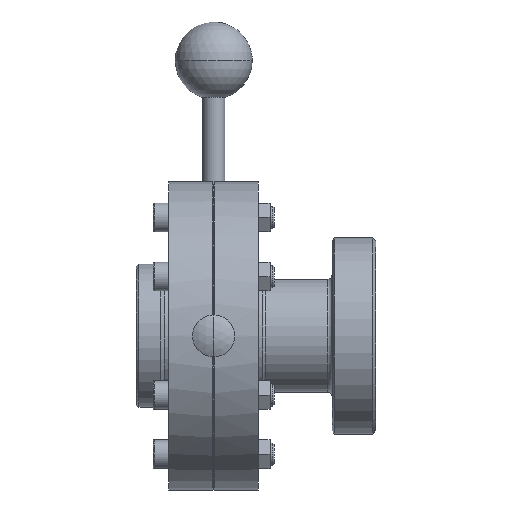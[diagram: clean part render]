
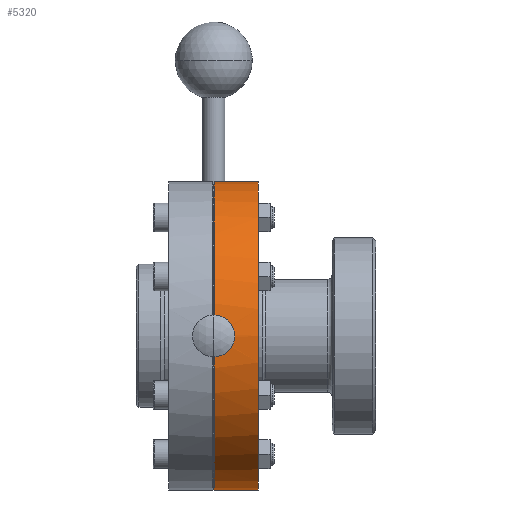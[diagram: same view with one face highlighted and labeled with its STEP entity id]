
A CAD part, front view. The second image highlights one B-rep face of the part: STEP entity #5320.
In plain terms, the highlighted cylindrical face has radius 56 mm (diameter 112 mm), a partial arc.
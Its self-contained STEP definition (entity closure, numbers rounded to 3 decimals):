
#6 = CARTESIAN_POINT ( 'NONE',  ( 1.301, -55.967, -1.917 ) ) ;
#44 = CARTESIAN_POINT ( 'NONE',  ( 2.236, -55.997, 0.558 ) ) ;
#176 = CARTESIAN_POINT ( 'NONE',  ( 0.8, -55.958, 2.175 ) ) ;
#267 = ORIENTED_EDGE ( 'NONE', *, *, #717, .F. ) ;
#312 = LINE ( 'NONE', #2271, #2226 ) ;
#325 = CIRCLE ( 'NONE', #5120, 56. ) ;
#481 = AXIS2_PLACEMENT_3D ( 'NONE', #1087, #2963, #1568 ) ;
#686 = CARTESIAN_POINT ( 'NONE',  ( 0.805, -55.958, -2.172 ) ) ;
#717 = EDGE_CURVE ( 'NONE', #3386, #3790, #747, .T. ) ;
#728 = CARTESIAN_POINT ( 'NONE',  ( 0.531, -55.955, -2.256 ) ) ;
#747 = CIRCLE ( 'NONE', #481, 56. ) ;
#772 = CARTESIAN_POINT ( 'NONE',  ( 1.528, -55.973, -1.742 ) ) ;
#824 = ORIENTED_EDGE ( 'NONE', *, *, #1792, .T. ) ;
#868 = CARTESIAN_POINT ( 'NONE',  ( 16.25, 0., 56. ) ) ;
#890 = VERTEX_POINT ( 'NONE', #5880 ) ;
#1087 = CARTESIAN_POINT ( 'NONE',  ( 0.25, 0., 0. ) ) ;
#1236 = EDGE_CURVE ( 'NONE', #4477, #3386, #312, .T. ) ;
#1278 = CARTESIAN_POINT ( 'NONE',  ( 2.237, -55.997, -0.554 ) ) ;
#1317 = CARTESIAN_POINT ( 'NONE',  ( 2.3, -56., 0.14 ) ) ;
#1365 = EDGE_CURVE ( 'NONE', #890, #2275, #325, .T. ) ;
#1443 = EDGE_CURVE ( 'NONE', #890, #3790, #5671, .T. ) ;
#1568 = DIRECTION ( 'NONE',  ( 0., 0., 1. ) ) ;
#1788 = DIRECTION ( 'NONE',  ( -1., 0., 0. ) ) ;
#1792 = EDGE_CURVE ( 'NONE', #2244, #2275, #5182, .T. ) ;
#1811 = DIRECTION ( 'NONE',  ( -1., 0., 0. ) ) ;
#2082 = DIRECTION ( 'NONE',  ( -1., 0., 0. ) ) ;
#2092 = CARTESIAN_POINT ( 'NONE',  ( 2.049, -55.99, -1.081 ) ) ;
#2133 = CARTESIAN_POINT ( 'NONE',  ( 1.619, -55.976, 1.64 ) ) ;
#2220 = ORIENTED_EDGE ( 'NONE', *, *, #2926, .T. ) ;
#2226 = VECTOR ( 'NONE', #4902, 1000. ) ;
#2244 = VERTEX_POINT ( 'NONE', #868 ) ;
#2271 = CARTESIAN_POINT ( 'NONE',  ( -13.589, 0., -56. ) ) ;
#2275 = VERTEX_POINT ( 'NONE', #4948 ) ;
#2589 = DIRECTION ( 'NONE',  ( -1., 0., 0. ) ) ;
#2604 = CARTESIAN_POINT ( 'NONE',  ( 1.176, -55.965, 1.982 ) ) ;
#2641 = CARTESIAN_POINT ( 'NONE',  ( 0.531, -55.955, 2.256 ) ) ;
#2926 = EDGE_CURVE ( 'NONE', #4477, #2244, #3409, .T. ) ;
#2963 = DIRECTION ( 'NONE',  ( -1., 0., 0. ) ) ;
#3256 = CARTESIAN_POINT ( 'NONE',  ( 1.889, -55.985, 1.319 ) ) ;
#3386 = VERTEX_POINT ( 'NONE', #5216 ) ;
#3409 = CIRCLE ( 'NONE', #5474, 56. ) ;
#3774 = ORIENTED_EDGE ( 'NONE', *, *, #1236, .F. ) ;
#3790 = VERTEX_POINT ( 'NONE', #6692 ) ;
#3799 = DIRECTION ( 'NONE',  ( 0., 0., 1. ) ) ;
#3904 = CARTESIAN_POINT ( 'NONE',  ( 2.198, -55.996, -0.69 ) ) ;
#3979 = CARTESIAN_POINT ( 'NONE',  ( 16.25, 0., 0. ) ) ;
#3991 = CARTESIAN_POINT ( 'NONE',  ( 2.198, -55.996, 0.692 ) ) ;
#4036 = CARTESIAN_POINT ( 'NONE',  ( 1.9, -55.985, -1.326 ) ) ;
#4054 = CARTESIAN_POINT ( 'NONE',  ( 16.25, 0., -56. ) ) ;
#4297 = VECTOR ( 'NONE', #2589, 1000. ) ;
#4316 = EDGE_LOOP ( 'NONE', ( #3774, #2220, #824, #7649, #4943, #267 ) ) ;
#4477 = VERTEX_POINT ( 'NONE', #4054 ) ;
#4763 = CARTESIAN_POINT ( 'NONE',  ( 1.806, -55.982, 1.431 ) ) ;
#4902 = DIRECTION ( 'NONE',  ( -1., 0., 0. ) ) ;
#4943 = ORIENTED_EDGE ( 'NONE', *, *, #1443, .T. ) ;
#4948 = CARTESIAN_POINT ( 'NONE',  ( 0.25, 0., 56. ) ) ;
#5120 = AXIS2_PLACEMENT_3D ( 'NONE', #5195, #1811, #8467 ) ;
#5182 = LINE ( 'NONE', #5860, #4297 ) ;
#5195 = CARTESIAN_POINT ( 'NONE',  ( 0.25, 0., 0. ) ) ;
#5216 = CARTESIAN_POINT ( 'NONE',  ( 0.25, 0., -56. ) ) ;
#5236 = CARTESIAN_POINT ( 'NONE',  ( 0.25, -55.953, 2.286 ) ) ;
#5319 = CARTESIAN_POINT ( 'NONE',  ( 2.098, -55.992, 0.953 ) ) ;
#5320 = ADVANCED_FACE ( 'NONE', ( #5691 ), #6330, .T. ) ;
#5401 = CARTESIAN_POINT ( 'NONE',  ( 1.294, -55.968, 1.907 ) ) ;
#5474 = AXIS2_PLACEMENT_3D ( 'NONE', #3979, #2082, #8025 ) ;
#5483 = AXIS2_PLACEMENT_3D ( 'NONE', #6375, #1788, #3799 ) ;
#5671 = B_SPLINE_CURVE_WITH_KNOTS ( 'NONE', 3,
 ( #5236, #2641, #176, #2604, #5401, #8034, #2133, #4763, #3256, #5872, #5319, #3991, #44, #5954, #1317, #6605, #7991, #1278, #3904, #2092, #4036, #772, #6, #686, #728, #6515 ),
 .UNSPECIFIED., .F., .F.,
 ( 4, 2, 2, 2, 2, 2, 2, 2, 2, 2, 2, 2, 4 ),
 ( 0., 0.001, 0.001, 0.002, 0.002, 0.003, 0.003, 0.003, 0.004, 0.004, 0.005, 0.006, 0.007 ),
 .UNSPECIFIED. ) ;
#5691 = FACE_OUTER_BOUND ( 'NONE', #4316, .T. ) ;
#5860 = CARTESIAN_POINT ( 'NONE',  ( -13.589, 0., 56. ) ) ;
#5872 = CARTESIAN_POINT ( 'NONE',  ( 2.035, -55.99, 1.081 ) ) ;
#5880 = CARTESIAN_POINT ( 'NONE',  ( 0.25, -55.953, 2.286 ) ) ;
#5954 = CARTESIAN_POINT ( 'NONE',  ( 2.287, -55.999, 0.282 ) ) ;
#6330 = CYLINDRICAL_SURFACE ( 'NONE', #5483, 56. ) ;
#6375 = CARTESIAN_POINT ( 'NONE',  ( -13.589, 0., 0. ) ) ;
#6515 = CARTESIAN_POINT ( 'NONE',  ( 0.25, -55.953, -2.286 ) ) ;
#6605 = CARTESIAN_POINT ( 'NONE',  ( 2.3, -56., -0.139 ) ) ;
#6692 = CARTESIAN_POINT ( 'NONE',  ( 0.25, -55.953, -2.286 ) ) ;
#7649 = ORIENTED_EDGE ( 'NONE', *, *, #1365, .F. ) ;
#7991 = CARTESIAN_POINT ( 'NONE',  ( 2.287, -55.999, -0.278 ) ) ;
#8025 = DIRECTION ( 'NONE',  ( 0., 0., 1. ) ) ;
#8034 = CARTESIAN_POINT ( 'NONE',  ( 1.515, -55.973, 1.736 ) ) ;
#8467 = DIRECTION ( 'NONE',  ( 0., 0., 1. ) ) ;
